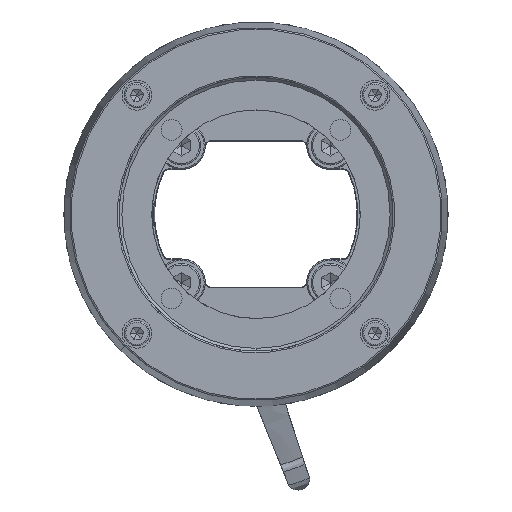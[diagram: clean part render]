
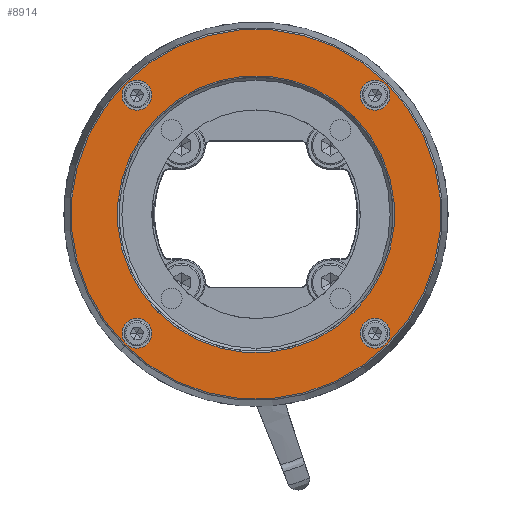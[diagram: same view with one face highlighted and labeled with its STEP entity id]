
A CAD part, front view. The second image highlights one B-rep face of the part: STEP entity #8914.
In plain terms, the highlighted planar face has unit normal (0, -1, 0).
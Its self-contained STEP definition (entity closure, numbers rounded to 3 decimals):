
#657 = DIRECTION ( 'NONE',  ( 0., 0., -1. ) ) ;
#658 = DIRECTION ( 'NONE',  ( 0., -1., 0. ) ) ;
#659 = CARTESIAN_POINT ( 'NONE',  ( 0., 0., -56.5 ) ) ;
#660 = AXIS2_PLACEMENT_3D ( 'NONE', #659, #658, #657 ) ;
#661 = CIRCLE ( 'NONE', #660, 5. ) ;
#668 = DIRECTION ( 'NONE',  ( 0., -1., 0. ) ) ;
#669 = CARTESIAN_POINT ( 'NONE',  ( -56.5, 0., 0. ) ) ;
#670 = AXIS2_PLACEMENT_3D ( 'NONE', #669, #668, #706 ) ;
#671 = CIRCLE ( 'NONE', #670, 5. ) ;
#706 = DIRECTION ( 'NONE',  ( 0., 0., -1. ) ) ;
#3863 = CARTESIAN_POINT ( 'NONE',  ( 0., 0., 46.5 ) ) ;
#3864 = DIRECTION ( 'NONE',  ( 0., 0., -1. ) ) ;
#3865 = DIRECTION ( 'NONE',  ( 0., 1., 0. ) ) ;
#3866 = CARTESIAN_POINT ( 'NONE',  ( 0., 0., 0. ) ) ;
#3867 = AXIS2_PLACEMENT_3D ( 'NONE', #3866, #3865, #3864 ) ;
#3868 = CIRCLE ( 'NONE', #3867, 46.5 ) ;
#3885 = CARTESIAN_POINT ( 'NONE',  ( 0., 0., -46.5 ) ) ;
#3978 = CARTESIAN_POINT ( 'NONE',  ( 0., 0., 62.06 ) ) ;
#3992 = CARTESIAN_POINT ( 'NONE',  ( 0., 0., -62.06 ) ) ;
#4010 = DIRECTION ( 'NONE',  ( 0., 0., -1. ) ) ;
#4011 = DIRECTION ( 'NONE',  ( 0., -1., 0. ) ) ;
#4012 = CARTESIAN_POINT ( 'NONE',  ( 0., 0., 0. ) ) ;
#4013 = AXIS2_PLACEMENT_3D ( 'NONE', #4012, #4011, #4010 ) ;
#4014 = CIRCLE ( 'NONE', #4013, 62.06 ) ;
#8150 = DIRECTION ( 'NONE',  ( 0., 0., -1. ) ) ;
#8151 = DIRECTION ( 'NONE',  ( 0., -1., 0. ) ) ;
#8152 = CARTESIAN_POINT ( 'NONE',  ( 0., 0., 56.5 ) ) ;
#8153 = AXIS2_PLACEMENT_3D ( 'NONE', #8152, #8151, #8150 ) ;
#8154 = CIRCLE ( 'NONE', #8153, 5. ) ;
#8252 = CARTESIAN_POINT ( 'NONE',  ( 0., 0., 51.5 ) ) ;
#8877 = EDGE_CURVE ( 'NONE', #10928, #10942, #20565, .T. ) ;
#8885 = EDGE_CURVE ( 'NONE', #10984, #10996, #20554, .T. ) ;
#8896 = ORIENTED_EDGE ( 'NONE', *, *, #10938, .T. ) ;
#8914 = ADVANCED_FACE ( 'NONE', ( #20629, #20628, #20627, #20626, #20625, #20624 ), #20634, .T. ) ;
#9181 = EDGE_CURVE ( 'NONE', #15147, #9194, #21114, .T. ) ;
#9189 = ORIENTED_EDGE ( 'NONE', *, *, #15094, .F. ) ;
#9190 = EDGE_CURVE ( 'NONE', #9201, #22227, #21184, .T. ) ;
#9194 = VERTEX_POINT ( 'NONE', #21172 ) ;
#9201 = VERTEX_POINT ( 'NONE', #21166 ) ;
#9246 = ORIENTED_EDGE ( 'NONE', *, *, #9190, .F. ) ;
#9247 = ORIENTED_EDGE ( 'NONE', *, *, #9515, .F. ) ;
#9254 = EDGE_LOOP ( 'NONE', ( #9247, #9508 ) ) ;
#9262 = ORIENTED_EDGE ( 'NONE', *, *, #9181, .F. ) ;
#9263 = ORIENTED_EDGE ( 'NONE', *, *, #15381, .F. ) ;
#9264 = EDGE_LOOP ( 'NONE', ( #9262, #9189 ) ) ;
#9479 = EDGE_CURVE ( 'NONE', #22451, #22463, #661, .T. ) ;
#9483 = ORIENTED_EDGE ( 'NONE', *, *, #15338, .F. ) ;
#9491 = EDGE_LOOP ( 'NONE', ( #9946, #9483 ) ) ;
#9508 = ORIENTED_EDGE ( 'NONE', *, *, #15285, .F. ) ;
#9515 = EDGE_CURVE ( 'NONE', #15301, #15294, #671, .T. ) ;
#9946 = ORIENTED_EDGE ( 'NONE', *, *, #9479, .F. ) ;
#10928 = VERTEX_POINT ( 'NONE', #3885 ) ;
#10938 = EDGE_CURVE ( 'NONE', #10942, #10928, #3868, .T. ) ;
#10942 = VERTEX_POINT ( 'NONE', #3863 ) ;
#10984 = VERTEX_POINT ( 'NONE', #3978 ) ;
#10986 = EDGE_CURVE ( 'NONE', #10996, #10984, #4014, .T. ) ;
#10996 = VERTEX_POINT ( 'NONE', #3992 ) ;
#15094 = EDGE_CURVE ( 'NONE', #9194, #15147, #8154, .T. ) ;
#15147 = VERTEX_POINT ( 'NONE', #8252 ) ;
#15285 = EDGE_CURVE ( 'NONE', #15294, #15301, #15739, .T. ) ;
#15294 = VERTEX_POINT ( 'NONE', #15786 ) ;
#15301 = VERTEX_POINT ( 'NONE', #15785 ) ;
#15338 = EDGE_CURVE ( 'NONE', #22463, #22451, #15869, .T. ) ;
#15368 = EDGE_LOOP ( 'NONE', ( #15436, #15448 ) ) ;
#15381 = EDGE_CURVE ( 'NONE', #22227, #9201, #15956, .T. ) ;
#15391 = ORIENTED_EDGE ( 'NONE', *, *, #8877, .T. ) ;
#15436 = ORIENTED_EDGE ( 'NONE', *, *, #10986, .T. ) ;
#15440 = EDGE_LOOP ( 'NONE', ( #9246, #9263 ) ) ;
#15443 = EDGE_LOOP ( 'NONE', ( #15391, #8896 ) ) ;
#15448 = ORIENTED_EDGE ( 'NONE', *, *, #8885, .T. ) ;
#15735 = DIRECTION ( 'NONE',  ( 0., 0., -1. ) ) ;
#15736 = DIRECTION ( 'NONE',  ( 0., -1., 0. ) ) ;
#15737 = CARTESIAN_POINT ( 'NONE',  ( -56.5, 0., 0. ) ) ;
#15738 = AXIS2_PLACEMENT_3D ( 'NONE', #15737, #15736, #15735 ) ;
#15739 = CIRCLE ( 'NONE', #15738, 5. ) ;
#15785 = CARTESIAN_POINT ( 'NONE',  ( -56.5, 0., -5. ) ) ;
#15786 = CARTESIAN_POINT ( 'NONE',  ( -56.5, 0., 5. ) ) ;
#15865 = DIRECTION ( 'NONE',  ( 0., 0., -1. ) ) ;
#15866 = DIRECTION ( 'NONE',  ( 0., -1., 0. ) ) ;
#15867 = CARTESIAN_POINT ( 'NONE',  ( 0., 0., -56.5 ) ) ;
#15868 = AXIS2_PLACEMENT_3D ( 'NONE', #15867, #15866, #15865 ) ;
#15869 = CIRCLE ( 'NONE', #15868, 5. ) ;
#15951 = DIRECTION ( 'NONE',  ( 0., 0., -1. ) ) ;
#15952 = DIRECTION ( 'NONE',  ( 0., -1., 0. ) ) ;
#15953 = CARTESIAN_POINT ( 'NONE',  ( 56.5, 0., 0. ) ) ;
#15954 = AXIS2_PLACEMENT_3D ( 'NONE', #15953, #15952, #15951 ) ;
#15956 = CIRCLE ( 'NONE', #15954, 5. ) ;
#17717 = CARTESIAN_POINT ( 'NONE',  ( 56.5, 0., 5. ) ) ;
#18319 = CARTESIAN_POINT ( 'NONE',  ( 0., 0., -61.5 ) ) ;
#18355 = CARTESIAN_POINT ( 'NONE',  ( 0., 0., -51.5 ) ) ;
#20550 = DIRECTION ( 'NONE',  ( 0., 0., -1. ) ) ;
#20551 = DIRECTION ( 'NONE',  ( 0., -1., 0. ) ) ;
#20552 = CARTESIAN_POINT ( 'NONE',  ( 0., 0., 0. ) ) ;
#20553 = AXIS2_PLACEMENT_3D ( 'NONE', #20552, #20551, #20550 ) ;
#20554 = CIRCLE ( 'NONE', #20553, 62.06 ) ;
#20561 = DIRECTION ( 'NONE',  ( 0., 0., -1. ) ) ;
#20562 = DIRECTION ( 'NONE',  ( 0., 1., 0. ) ) ;
#20563 = CARTESIAN_POINT ( 'NONE',  ( 0., 0., 0. ) ) ;
#20564 = AXIS2_PLACEMENT_3D ( 'NONE', #20563, #20562, #20561 ) ;
#20565 = CIRCLE ( 'NONE', #20564, 46.5 ) ;
#20619 = DIRECTION ( 'NONE',  ( 0., 0., -1. ) ) ;
#20620 = DIRECTION ( 'NONE',  ( 0., -1., 0. ) ) ;
#20621 = CARTESIAN_POINT ( 'NONE',  ( 62.5, 0., 0. ) ) ;
#20623 = AXIS2_PLACEMENT_3D ( 'NONE', #20621, #20620, #20619 ) ;
#20624 = FACE_BOUND ( 'NONE', #9491, .T. ) ;
#20625 = FACE_BOUND ( 'NONE', #9254, .T. ) ;
#20626 = FACE_BOUND ( 'NONE', #9264, .T. ) ;
#20627 = FACE_BOUND ( 'NONE', #15440, .T. ) ;
#20628 = FACE_OUTER_BOUND ( 'NONE', #15368, .T. ) ;
#20629 = FACE_BOUND ( 'NONE', #15443, .T. ) ;
#20634 = PLANE ( 'NONE',  #20623 ) ;
#21112 = CARTESIAN_POINT ( 'NONE',  ( 0., 0., 56.5 ) ) ;
#21113 = AXIS2_PLACEMENT_3D ( 'NONE', #21112, #21162, #21161 ) ;
#21114 = CIRCLE ( 'NONE', #21113, 5. ) ;
#21161 = DIRECTION ( 'NONE',  ( 0., 0., -1. ) ) ;
#21162 = DIRECTION ( 'NONE',  ( 0., -1., 0. ) ) ;
#21166 = CARTESIAN_POINT ( 'NONE',  ( 56.5, 0., -5. ) ) ;
#21172 = CARTESIAN_POINT ( 'NONE',  ( 0., 0., 61.5 ) ) ;
#21180 = DIRECTION ( 'NONE',  ( 0., 0., -1. ) ) ;
#21181 = DIRECTION ( 'NONE',  ( 0., -1., 0. ) ) ;
#21182 = CARTESIAN_POINT ( 'NONE',  ( 56.5, 0., 0. ) ) ;
#21183 = AXIS2_PLACEMENT_3D ( 'NONE', #21182, #21181, #21180 ) ;
#21184 = CIRCLE ( 'NONE', #21183, 5. ) ;
#22227 = VERTEX_POINT ( 'NONE', #17717 ) ;
#22451 = VERTEX_POINT ( 'NONE', #18319 ) ;
#22463 = VERTEX_POINT ( 'NONE', #18355 ) ;
